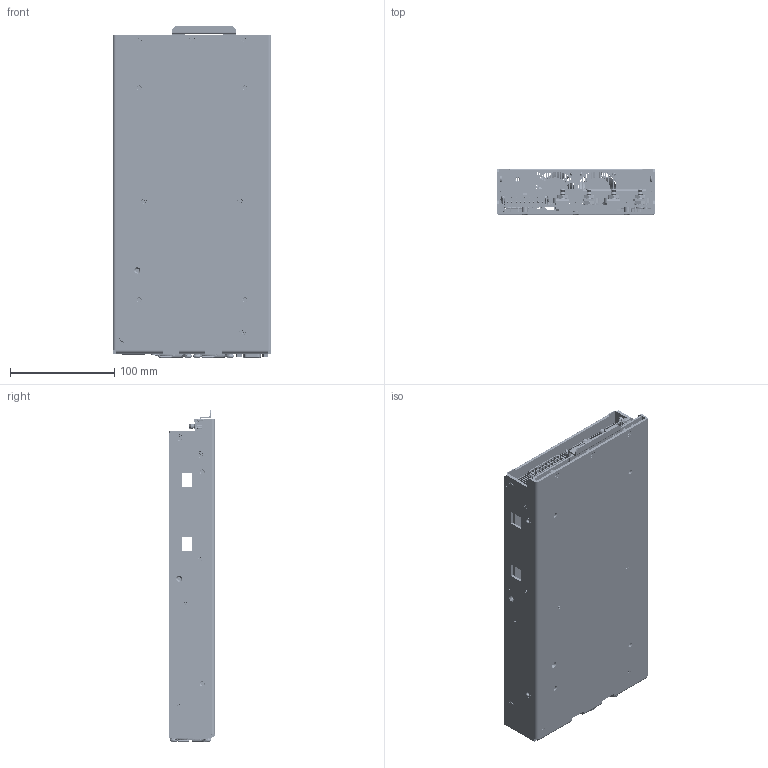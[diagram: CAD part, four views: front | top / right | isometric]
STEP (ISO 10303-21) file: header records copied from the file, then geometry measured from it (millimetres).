
FILE_DESCRIPTION (( 'STEP AP203' ), '1' );
FILE_NAME ('10-130205.STEP', '2011-05-11T17:41:57', ( 'wist' ), ( 'Microsoft' ), 'SwSTEP 2.0', 'SolidWorks 2011', '' );
FILE_SCHEMA (( 'CONFIG_CONTROL_DESIGN' ));
Products named in the file (1): 10-130205
Bounding box: 152.4 x 43.7 x 318.44 mm (x, y, z)
Surface area: 435075.5 mm2 (no closed solid volume)
Topology: 0 solids, 7429 shells, 8472 faces, 39311 edges, 38242 vertices
Faces by surface type: plane 3564, cylinder 2680, cone 1654, bspline 572, torus 2
Entity records: 476327 total; most frequent: CARTESIAN_POINT 176640, DIRECTION 58509, ORIENTED_EDGE 40328, EDGE_CURVE 39285, VERTEX_POINT 38242, LINE 23813, VECTOR 23813, AXIS2_PLACEMENT_3D 17348
